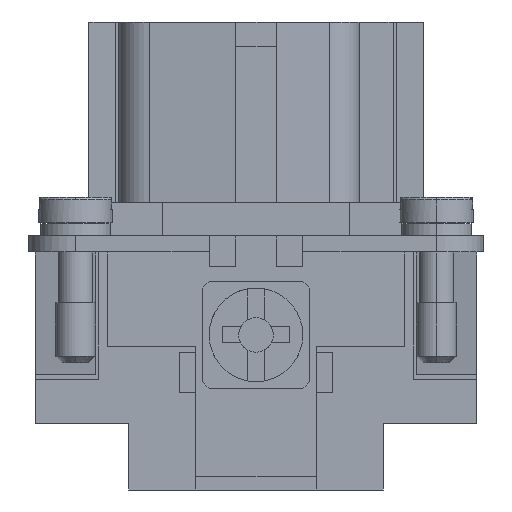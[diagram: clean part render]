
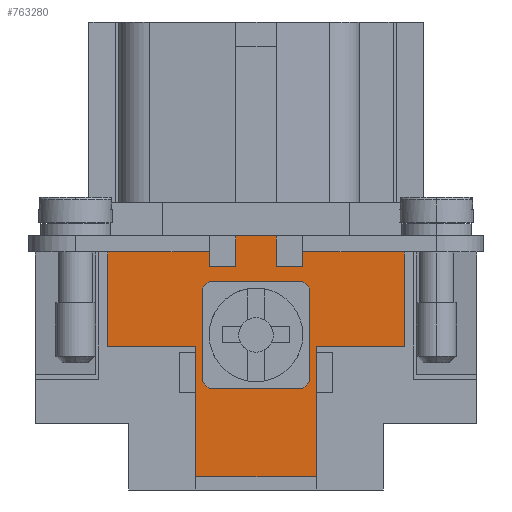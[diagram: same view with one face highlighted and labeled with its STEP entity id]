
A CAD part, left-side view. The second image highlights one B-rep face of the part: STEP entity #763280.
In plain terms, the highlighted planar face has unit normal (-1, 0, 0).
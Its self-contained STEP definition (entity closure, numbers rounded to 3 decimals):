
#519890=CARTESIAN_POINT('',(-46.25,1.5,19.));
#519900=DIRECTION('',(0.,0.,-1.));
#519910=VECTOR('',#519900,2.3);
#519920=LINE('',#519890,#519910);
#519930=CARTESIAN_POINT('',(-46.25,1.5,19.));
#519940=VERTEX_POINT('',#519930);
#519950=CARTESIAN_POINT('',(-46.25,1.5,16.7));
#519960=VERTEX_POINT('',#519950);
#519970=EDGE_CURVE('',#519940,#519960,#519920,.T.);
#580670=CARTESIAN_POINT('',(-46.25,-1.5,19.));
#580680=DIRECTION('',(0.,1.,0.));
#580690=VECTOR('',#580680,3.);
#580700=LINE('',#580670,#580690);
#580710=CARTESIAN_POINT('',(-46.25,-1.5,19.));
#580720=VERTEX_POINT('',#580710);
#580730=EDGE_CURVE('',#580720,#519940,#580700,.T.);
#624610=CARTESIAN_POINT('',(-46.25,11.1,17.8));
#624620=DIRECTION('',(0.,0.,-1.));
#624630=VECTOR('',#624620,7.1);
#624640=LINE('',#624610,#624630);
#624650=CARTESIAN_POINT('',(-46.25,11.1,17.8));
#624660=VERTEX_POINT('',#624650);
#624670=CARTESIAN_POINT('',(-46.25,11.1,10.7));
#624680=VERTEX_POINT('',#624670);
#624690=EDGE_CURVE('',#624660,#624680,#624640,.T.);
#624960=CARTESIAN_POINT('',(-46.25,-1.5,16.7));
#624970=VERTEX_POINT('',#624960);
#625050=CARTESIAN_POINT('',(-46.25,-3.5,16.7));
#625060=VERTEX_POINT('',#625050);
#625090=CARTESIAN_POINT('',(-46.25,-3.5,16.7));
#625100=DIRECTION('',(0.,1.,0.));
#625110=VECTOR('',#625100,2.);
#625120=LINE('',#625090,#625110);
#625130=EDGE_CURVE('',#625060,#624970,#625120,.T.);
#625250=CARTESIAN_POINT('',(-46.25,-1.5,16.7));
#625260=DIRECTION('',(0.,0.,1.));
#625270=VECTOR('',#625260,2.3);
#625280=LINE('',#625250,#625270);
#625290=EDGE_CURVE('',#624970,#580720,#625280,.T.);
#625440=CARTESIAN_POINT('',(-46.25,3.5,16.7));
#625450=VERTEX_POINT('',#625440);
#625500=CARTESIAN_POINT('',(-46.25,1.5,16.7));
#625510=DIRECTION('',(0.,1.,0.));
#625520=VECTOR('',#625510,2.);
#625530=LINE('',#625500,#625520);
#625540=EDGE_CURVE('',#519960,#625450,#625530,.T.);
#625680=CARTESIAN_POINT('',(-46.25,4.5,10.7));
#625690=VERTEX_POINT('',#625680);
#625740=CARTESIAN_POINT('',(-46.25,11.1,10.7));
#625750=DIRECTION('',(0.,-1.,0.));
#625760=VECTOR('',#625750,6.6);
#625770=LINE('',#625740,#625760);
#625780=EDGE_CURVE('',#624680,#625690,#625770,.T.);
#626060=CARTESIAN_POINT('',(-46.25,-11.1,10.7));
#626070=VERTEX_POINT('',#626060);
#626150=CARTESIAN_POINT('',(-46.25,-4.5,10.7));
#626160=VERTEX_POINT('',#626150);
#626190=CARTESIAN_POINT('',(-46.25,-4.5,10.7));
#626200=DIRECTION('',(0.,-1.,0.));
#626210=VECTOR('',#626200,6.6);
#626220=LINE('',#626190,#626210);
#626230=EDGE_CURVE('',#626160,#626070,#626220,.T.);
#626350=CARTESIAN_POINT('',(-46.25,-11.1,10.7));
#626360=DIRECTION('',(0.,0.,1.));
#626370=VECTOR('',#626360,7.1);
#626380=LINE('',#626350,#626370);
#626390=CARTESIAN_POINT('',(-46.25,-11.1,17.8));
#626400=VERTEX_POINT('',#626390);
#626410=EDGE_CURVE('',#626070,#626400,#626380,.T.);
#626870=CARTESIAN_POINT('',(-46.25,3.5,17.8));
#626880=VERTEX_POINT('',#626870);
#626910=CARTESIAN_POINT('',(-46.25,11.1,17.8));
#626920=DIRECTION('',(0.,-1.,0.));
#626930=VECTOR('',#626920,7.6);
#626940=LINE('',#626910,#626930);
#626950=EDGE_CURVE('',#624660,#626880,#626940,.T.);
#627180=CARTESIAN_POINT('',(-46.25,3.5,16.7));
#627190=DIRECTION('',(0.,0.,1.));
#627200=VECTOR('',#627190,1.1);
#627210=LINE('',#627180,#627200);
#627220=EDGE_CURVE('',#625450,#626880,#627210,.T.);
#627940=CARTESIAN_POINT('',(-46.25,-3.5,17.8));
#627950=VERTEX_POINT('',#627940);
#628230=CARTESIAN_POINT('',(-46.25,-3.5,17.8));
#628240=DIRECTION('',(0.,-1.,0.));
#628250=VECTOR('',#628240,7.6);
#628260=LINE('',#628230,#628250);
#628270=EDGE_CURVE('',#627950,#626400,#628260,.T.);
#629220=CARTESIAN_POINT('',(-46.25,-3.5,17.8));
#629230=DIRECTION('',(0.,0.,-1.));
#629240=VECTOR('',#629230,1.1);
#629250=LINE('',#629220,#629240);
#629260=EDGE_CURVE('',#627950,#625060,#629250,.T.);
#760940=CARTESIAN_POINT('',(-46.25,-4.5,7.3));
#760950=VERTEX_POINT('',#760940);
#761120=CARTESIAN_POINT('',(-46.25,-4.5,10.3));
#761130=VERTEX_POINT('',#761120);
#761160=CARTESIAN_POINT('',(-46.25,-4.5,16.203));
#761170=DIRECTION('',(0.,0.,-1.));
#761180=VECTOR('',#761170,1.);
#761190=LINE('',#761160,#761180);
#761200=EDGE_CURVE('',#626160,#761130,#761190,.T.);
#761390=CARTESIAN_POINT('',(-46.25,-4.5,1.));
#761400=VERTEX_POINT('',#761390);
#761430=EDGE_CURVE('',#760950,#761400,#761190,.T.);
#761580=CARTESIAN_POINT('',(-46.25,4.5,3.874));
#761590=DIRECTION('',(0.,0.,1.));
#761600=VECTOR('',#761590,1.);
#761610=LINE('',#761580,#761600);
#761620=CARTESIAN_POINT('',(-46.25,4.5,10.3));
#761630=VERTEX_POINT('',#761620);
#761640=EDGE_CURVE('',#761630,#625690,#761610,.T.);
#761860=CARTESIAN_POINT('',(-46.25,4.5,7.3));
#761870=VERTEX_POINT('',#761860);
#761900=CARTESIAN_POINT('',(-46.25,4.5,1.));
#761910=VERTEX_POINT('',#761900);
#761920=EDGE_CURVE('',#761910,#761870,#761610,.T.);
#762200=CARTESIAN_POINT('',(-46.25,0.,10.));
#762210=DIRECTION('',(-1.,0.,-0.));
#762220=DIRECTION('',(-0.,1.,0.));
#762230=AXIS2_PLACEMENT_3D('',#762200,#762210,#762220);
#762240=PLANE('',#762230);
#762250=ORIENTED_EDGE('',*,*,#625780,.T.);
#762260=ORIENTED_EDGE('',*,*,#624690,.T.);
#762270=ORIENTED_EDGE('',*,*,#626950,.F.);
#762280=ORIENTED_EDGE('',*,*,#627220,.T.);
#762290=ORIENTED_EDGE('',*,*,#625540,.T.);
#762300=ORIENTED_EDGE('',*,*,#519970,.T.);
#762310=ORIENTED_EDGE('',*,*,#580730,.T.);
#762320=ORIENTED_EDGE('',*,*,#625290,.T.);
#762330=ORIENTED_EDGE('',*,*,#625130,.T.);
#762340=ORIENTED_EDGE('',*,*,#629260,.T.);
#762350=ORIENTED_EDGE('',*,*,#628270,.F.);
#762360=ORIENTED_EDGE('',*,*,#626410,.T.);
#762370=ORIENTED_EDGE('',*,*,#626230,.T.);
#762380=ORIENTED_EDGE('',*,*,#761200,.F.);
#762390=CARTESIAN_POINT('',(-46.25,-4.5,0.));
#762400=DIRECTION('',(0.,0.,-1.));
#762410=VECTOR('',#762400,1.);
#762420=LINE('',#762390,#762410);
#762430=EDGE_CURVE('',#761130,#760950,#762420,.T.);
#762440=ORIENTED_EDGE('',*,*,#762430,.F.);
#762450=ORIENTED_EDGE('',*,*,#761430,.F.);
#762460=CARTESIAN_POINT('',(-46.25,4.5,1.));
#762470=DIRECTION('',(0.,-1.,0.));
#762480=VECTOR('',#762470,9.);
#762490=LINE('',#762460,#762480);
#762500=EDGE_CURVE('',#761910,#761400,#762490,.T.);
#762510=ORIENTED_EDGE('',*,*,#762500,.T.);
#762520=ORIENTED_EDGE('',*,*,#761920,.F.);
#762530=CARTESIAN_POINT('',(-46.25,4.5,0.));
#762540=DIRECTION('',(0.,0.,1.));
#762550=VECTOR('',#762540,1.);
#762560=LINE('',#762530,#762550);
#762570=EDGE_CURVE('',#761870,#761630,#762560,.T.);
#762580=ORIENTED_EDGE('',*,*,#762570,.F.);
#762590=ORIENTED_EDGE('',*,*,#761640,.F.);
#762600=EDGE_LOOP('',(#762590,#762580,#762520,#762510,#762450,#762440,
#762380,#762370,#762360,#762350,#762340,#762330,#762320,#762310,#762300,
#762290,#762280,#762270,#762260,#762250));
#762610=FACE_OUTER_BOUND('',#762600,.T.);
#762620=CARTESIAN_POINT('',(-46.25,4.,0.));
#762630=DIRECTION('',(0.,0.,-1.));
#762640=VECTOR('',#762630,1.);
#762650=LINE('',#762620,#762640);
#762660=CARTESIAN_POINT('',(-46.25,4.,15.1));
#762670=VERTEX_POINT('',#762660);
#762680=CARTESIAN_POINT('',(-46.25,4.,8.1));
#762690=VERTEX_POINT('',#762680);
#762700=EDGE_CURVE('',#762670,#762690,#762650,.T.);
#762710=ORIENTED_EDGE('',*,*,#762700,.F.);
#762720=CARTESIAN_POINT('',(-46.25,-4.1,0.));
#762730=DIRECTION('',(0.,-0.707,-0.707));
#762740=VECTOR('',#762730,1.);
#762750=LINE('',#762720,#762740);
#762760=CARTESIAN_POINT('',(-46.25,3.5,7.6));
#762770=VERTEX_POINT('',#762760);
#762780=EDGE_CURVE('',#762690,#762770,#762750,.T.);
#762790=ORIENTED_EDGE('',*,*,#762780,.F.);
#762800=CARTESIAN_POINT('',(-46.25,0.,7.6));
#762810=DIRECTION('',(0.,-1.,0.));
#762820=VECTOR('',#762810,1.);
#762830=LINE('',#762800,#762820);
#762840=CARTESIAN_POINT('',(-46.25,-3.5,7.6));
#762850=VERTEX_POINT('',#762840);
#762860=EDGE_CURVE('',#762770,#762850,#762830,.T.);
#762870=ORIENTED_EDGE('',*,*,#762860,.F.);
#762880=CARTESIAN_POINT('',(-46.25,0.,4.1));
#762890=DIRECTION('',(0.,-0.707,0.707));
#762900=VECTOR('',#762890,1.);
#762910=LINE('',#762880,#762900);
#762920=CARTESIAN_POINT('',(-46.25,-4.,8.1));
#762930=VERTEX_POINT('',#762920);
#762940=EDGE_CURVE('',#762850,#762930,#762910,.T.);
#762950=ORIENTED_EDGE('',*,*,#762940,.F.);
#762960=CARTESIAN_POINT('',(-46.25,-4.,0.));
#762970=DIRECTION('',(0.,0.,1.));
#762980=VECTOR('',#762970,1.);
#762990=LINE('',#762960,#762980);
#763000=CARTESIAN_POINT('',(-46.25,-4.,15.1));
#763010=VERTEX_POINT('',#763000);
#763020=EDGE_CURVE('',#762930,#763010,#762990,.T.);
#763030=ORIENTED_EDGE('',*,*,#763020,.F.);
#763040=CARTESIAN_POINT('',(-46.25,-19.1,0.));
#763050=DIRECTION('',(0.,0.707,0.707));
#763060=VECTOR('',#763050,1.);
#763070=LINE('',#763040,#763060);
#763080=CARTESIAN_POINT('',(-46.25,-3.5,15.6));
#763090=VERTEX_POINT('',#763080);
#763100=EDGE_CURVE('',#763010,#763090,#763070,.T.);
#763110=ORIENTED_EDGE('',*,*,#763100,.F.);
#763120=CARTESIAN_POINT('',(-46.25,0.,15.6));
#763130=DIRECTION('',(0.,1.,0.));
#763140=VECTOR('',#763130,1.);
#763150=LINE('',#763120,#763140);
#763160=CARTESIAN_POINT('',(-46.25,3.5,15.6));
#763170=VERTEX_POINT('',#763160);
#763180=EDGE_CURVE('',#763090,#763170,#763150,.T.);
#763190=ORIENTED_EDGE('',*,*,#763180,.F.);
#763200=CARTESIAN_POINT('',(-46.25,0.,19.1));
#763210=DIRECTION('',(0.,0.707,-0.707));
#763220=VECTOR('',#763210,1.);
#763230=LINE('',#763200,#763220);
#763240=EDGE_CURVE('',#763170,#762670,#763230,.T.);
#763250=ORIENTED_EDGE('',*,*,#763240,.F.);
#763260=EDGE_LOOP('',(#763250,#763190,#763110,#763030,#762950,#762870,
#762790,#762710));
#763270=FACE_BOUND('',#763260,.T.);
#763280=ADVANCED_FACE('',(#762610,#763270),#762240,.T.);
